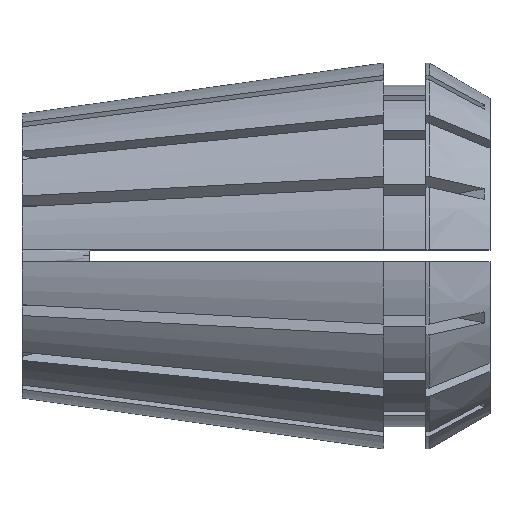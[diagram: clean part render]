
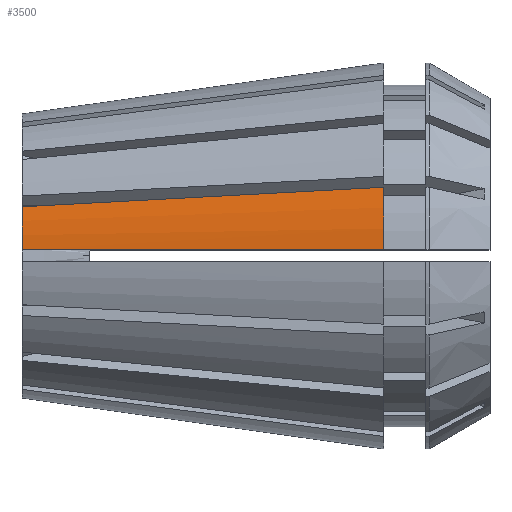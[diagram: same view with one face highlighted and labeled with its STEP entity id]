
A CAD part, top view. The second image highlights one B-rep face of the part: STEP entity #3500.
In plain terms, the highlighted conical face has half-angle 8 degrees and reference radius 16.5 mm.
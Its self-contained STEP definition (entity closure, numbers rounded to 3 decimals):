
#131 = FACE_OUTER_BOUND ( 'NONE', #4587, .T. ) ;
#152 = AXIS2_PLACEMENT_3D ( 'NONE', #2846, #4171, #4191 ) ;
#255 = ORIENTED_EDGE ( 'NONE', *, *, #2662, .F. ) ;
#364 = CARTESIAN_POINT ( 'NONE',  ( 30.9, 0., 0. ) ) ;
#464 = CARTESIAN_POINT ( 'NONE',  ( 0., 0.5, 12.147 ) ) ;
#641 = AXIS2_PLACEMENT_3D ( 'NONE', #364, #5480, #5113 ) ;
#762 = CARTESIAN_POINT ( 'NONE',  ( 24.391, 5.499, 14.583 ) ) ;
#779 = CARTESIAN_POINT ( 'NONE',  ( 30.9, 5.85, 15.429 ) ) ;
#845 = ORIENTED_EDGE ( 'NONE', *, *, #2195, .F. ) ;
#996 = CARTESIAN_POINT ( 'NONE',  ( 11.267, 0.5, 13.732 ) ) ;
#1040 = CARTESIAN_POINT ( 'NONE',  ( 25.994, 0.5, 15.803 ) ) ;
#1109 = CARTESIAN_POINT ( 'NONE',  ( 7.045, 4.566, 12.33 ) ) ;
#1167 = CARTESIAN_POINT ( 'NONE',  ( 21.136, 5.324, 14.16 ) ) ;
#1273 = EDGE_CURVE ( 'NONE', #3680, #3751, #1370, .T. ) ;
#1370 = CIRCLE ( 'NONE', #641, 16.5 ) ;
#1405 = ORIENTED_EDGE ( 'NONE', *, *, #1449, .F. ) ;
#1440 = CARTESIAN_POINT ( 'NONE',  ( 1.301, 0.5, 12.33 ) ) ;
#1449 = EDGE_CURVE ( 'NONE', #4280, #3043, #5178, .T. ) ;
#1932 = CARTESIAN_POINT ( 'NONE',  ( 27.629, 0.5, 16.033 ) ) ;
#2006 = CARTESIAN_POINT ( 'NONE',  ( 27.645, 5.674, 15.006 ) ) ;
#2076 = CARTESIAN_POINT ( 'NONE',  ( 14.091, 4.945, 13.245 ) ) ;
#2143 = CONICAL_SURFACE ( 'NONE', #152, 16.5, 0.14 ) ;
#2195 = EDGE_CURVE ( 'NONE', #3680, #4280, #3339, .T. ) ;
#2340 = B_SPLINE_CURVE_WITH_KNOTS ( 'NONE', 3,
 ( #3085, #1109, #2076, #1167, #762, #2006, #5430 ),
 .UNSPECIFIED., .F., .F.,
 ( 4, 3, 4 ),
 ( 0., 0.021, 0.031 ),
 .UNSPECIFIED. ) ;
#2379 = CARTESIAN_POINT ( 'NONE',  ( 18.63, 0.5, 14.768 ) ) ;
#2587 = DIRECTION ( 'NONE',  ( -1., 0., 0. ) ) ;
#2662 = EDGE_CURVE ( 'NONE', #3043, #3751, #2340, .T. ) ;
#2846 = CARTESIAN_POINT ( 'NONE',  ( 30.9, 0., 0. ) ) ;
#3043 = VERTEX_POINT ( 'NONE', #3984 ) ;
#3085 = CARTESIAN_POINT ( 'NONE',  ( 0., 4.187, 11.414 ) ) ;
#3132 = CARTESIAN_POINT ( 'NONE',  ( 2.602, 0.5, 12.513 ) ) ;
#3333 = ORIENTED_EDGE ( 'NONE', *, *, #1273, .T. ) ;
#3339 = B_SPLINE_CURVE_WITH_KNOTS ( 'NONE', 3,
 ( #3596, #3539, #1932, #1040, #2379, #996, #3992, #3132, #1440, #4851 ),
 .UNSPECIFIED., .F., .F.,
 ( 4, 3, 3, 4 ),
 ( 0.055, 0.059, 0.082, 0.086 ),
 .UNSPECIFIED. ) ;
#3433 = CARTESIAN_POINT ( 'NONE',  ( 0., 0., 0. ) ) ;
#3469 = DIRECTION ( 'NONE',  ( 0., 0., 1. ) ) ;
#3500 = ADVANCED_FACE ( 'NONE', ( #131 ), #2143, .T. ) ;
#3539 = CARTESIAN_POINT ( 'NONE',  ( 29.265, 0.5, 16.263 ) ) ;
#3596 = CARTESIAN_POINT ( 'NONE',  ( 30.9, 0.5, 16.493 ) ) ;
#3680 = VERTEX_POINT ( 'NONE', #3731 ) ;
#3731 = CARTESIAN_POINT ( 'NONE',  ( 30.9, 0.5, 16.493 ) ) ;
#3751 = VERTEX_POINT ( 'NONE', #779 ) ;
#3984 = CARTESIAN_POINT ( 'NONE',  ( 0., 4.187, 11.414 ) ) ;
#3992 = CARTESIAN_POINT ( 'NONE',  ( 3.903, 0.5, 12.696 ) ) ;
#4171 = DIRECTION ( 'NONE',  ( 1., 0., 0. ) ) ;
#4191 = DIRECTION ( 'NONE',  ( 0., 0., -1. ) ) ;
#4280 = VERTEX_POINT ( 'NONE', #464 ) ;
#4587 = EDGE_LOOP ( 'NONE', ( #255, #1405, #845, #3333 ) ) ;
#4851 = CARTESIAN_POINT ( 'NONE',  ( 0., 0.5, 12.147 ) ) ;
#4951 = AXIS2_PLACEMENT_3D ( 'NONE', #3433, #2587, #3469 ) ;
#5113 = DIRECTION ( 'NONE',  ( 0., 0., 1. ) ) ;
#5178 = CIRCLE ( 'NONE', #4951, 12.158 ) ;
#5430 = CARTESIAN_POINT ( 'NONE',  ( 30.9, 5.85, 15.429 ) ) ;
#5480 = DIRECTION ( 'NONE',  ( -1., 0., 0. ) ) ;
